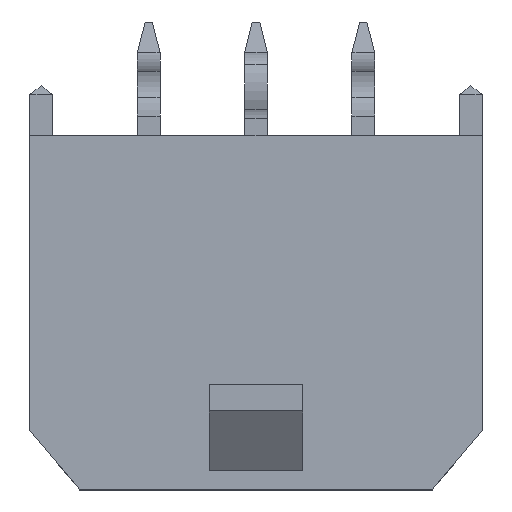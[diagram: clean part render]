
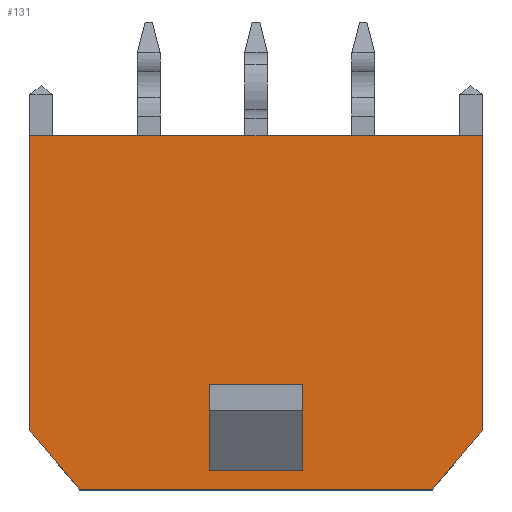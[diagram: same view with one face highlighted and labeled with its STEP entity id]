
A CAD part, top view. The second image highlights one B-rep face of the part: STEP entity #131.
In plain terms, the highlighted planar face has unit normal (0, 0, 1).
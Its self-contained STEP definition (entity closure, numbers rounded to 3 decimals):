
#67=FACE_BOUND('',#554,.T.);
#68=FACE_BOUND('',#555,.T.);
#131=ADVANCED_FACE('',(#67,#68),#277,.T.);
#277=PLANE('',#2635);
#554=EDGE_LOOP('',(#875,#876,#877,#878,#879,#880));
#555=EDGE_LOOP('',(#881,#882,#883,#884));
#875=ORIENTED_EDGE('',*,*,#1759,.F.);
#876=ORIENTED_EDGE('',*,*,#1724,.F.);
#877=ORIENTED_EDGE('',*,*,#1661,.T.);
#878=ORIENTED_EDGE('',*,*,#1779,.T.);
#879=ORIENTED_EDGE('',*,*,#1756,.F.);
#880=ORIENTED_EDGE('',*,*,#1774,.F.);
#881=ORIENTED_EDGE('',*,*,#1780,.T.);
#882=ORIENTED_EDGE('',*,*,#1781,.T.);
#883=ORIENTED_EDGE('',*,*,#1782,.F.);
#884=ORIENTED_EDGE('',*,*,#1783,.F.);
#1441=VERTEX_POINT('',#3574);
#1442=VERTEX_POINT('',#3576);
#1496=VERTEX_POINT('',#3703);
#1522=VERTEX_POINT('',#3761);
#1525=VERTEX_POINT('',#3766);
#1526=VERTEX_POINT('',#3770);
#1544=VERTEX_POINT('',#3813);
#1545=VERTEX_POINT('',#3814);
#1546=VERTEX_POINT('',#3816);
#1547=VERTEX_POINT('',#3818);
#1661=EDGE_CURVE('',#1442,#1441,#1987,.T.);
#1724=EDGE_CURVE('',#1442,#1496,#2038,.T.);
#1756=EDGE_CURVE('',#1525,#1522,#2070,.T.);
#1759=EDGE_CURVE('',#1496,#1526,#2073,.T.);
#1774=EDGE_CURVE('',#1526,#1525,#2088,.T.);
#1779=EDGE_CURVE('',#1441,#1522,#2093,.T.);
#1780=EDGE_CURVE('',#1544,#1545,#2094,.T.);
#1781=EDGE_CURVE('',#1545,#1546,#2095,.T.);
#1782=EDGE_CURVE('',#1547,#1546,#2096,.T.);
#1783=EDGE_CURVE('',#1544,#1547,#2097,.T.);
#1987=LINE('',#3575,#2301);
#2038=LINE('',#3702,#2352);
#2070=LINE('',#3767,#2384);
#2073=LINE('',#3773,#2387);
#2088=LINE('',#3803,#2402);
#2093=LINE('',#3811,#2407);
#2094=LINE('',#3812,#2408);
#2095=LINE('',#3815,#2409);
#2096=LINE('',#3817,#2410);
#2097=LINE('',#3819,#2411);
#2301=VECTOR('',#2864,1.);
#2352=VECTOR('',#2959,1.);
#2384=VECTOR('',#2997,1.);
#2387=VECTOR('',#3002,1.);
#2402=VECTOR('',#3019,1.);
#2407=VECTOR('',#3026,1.);
#2408=VECTOR('',#3027,1.);
#2409=VECTOR('',#3028,1.);
#2410=VECTOR('',#3029,1.);
#2411=VECTOR('',#3030,1.);
#2635=AXIS2_PLACEMENT_3D('',#3820,#3031,#3032);
#2864=DIRECTION('',(-1.,0.,0.));
#2959=DIRECTION('',(0.,-1.,0.));
#2997=DIRECTION('',(-0.643,0.766,0.));
#3002=DIRECTION('',(-0.643,-0.766,0.));
#3019=DIRECTION('',(-1.,0.,0.));
#3026=DIRECTION('',(0.,-1.,0.));
#3027=DIRECTION('',(-1.,0.,0.));
#3028=DIRECTION('',(0.,1.,0.));
#3029=DIRECTION('',(-1.,0.,0.));
#3030=DIRECTION('',(0.,1.,0.));
#3031=DIRECTION('',(0.,0.,1.));
#3032=DIRECTION('',(1.,0.,0.));
#3574=CARTESIAN_POINT('',(-6.325,9.9,3.86));
#3575=CARTESIAN_POINT('',(6.325,9.9,3.86));
#3576=CARTESIAN_POINT('',(6.325,9.9,3.86));
#3702=CARTESIAN_POINT('',(6.325,9.9,3.86));
#3703=CARTESIAN_POINT('',(6.325,1.668,3.86));
#3761=CARTESIAN_POINT('',(-6.325,1.668,3.86));
#3766=CARTESIAN_POINT('',(-4.925,0.,3.86));
#3767=CARTESIAN_POINT('',(-4.925,0.,3.86));
#3770=CARTESIAN_POINT('',(4.925,0.,3.86));
#3773=CARTESIAN_POINT('',(6.325,1.668,3.86));
#3803=CARTESIAN_POINT('',(6.325,0.,3.86));
#3811=CARTESIAN_POINT('',(-6.325,9.9,3.86));
#3812=CARTESIAN_POINT('',(1.3,0.54,3.86));
#3813=CARTESIAN_POINT('',(1.3,0.54,3.86));
#3814=CARTESIAN_POINT('',(-1.3,0.54,3.86));
#3815=CARTESIAN_POINT('',(-1.3,0.54,3.86));
#3816=CARTESIAN_POINT('',(-1.3,2.95,3.86));
#3817=CARTESIAN_POINT('',(1.3,2.95,3.86));
#3818=CARTESIAN_POINT('',(1.3,2.95,3.86));
#3819=CARTESIAN_POINT('',(1.3,0.54,3.86));
#3820=CARTESIAN_POINT('',(6.325,9.9,3.86));
